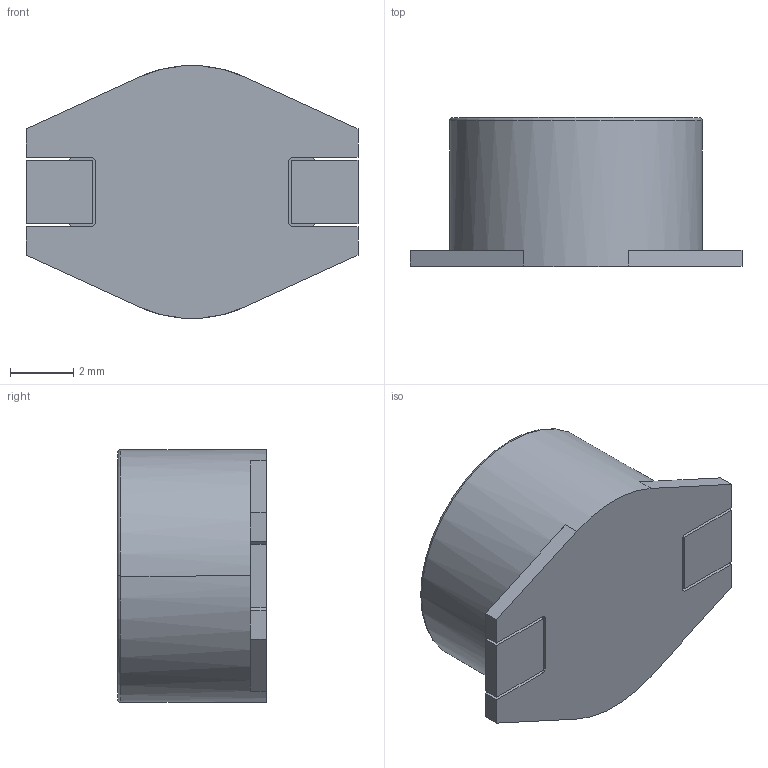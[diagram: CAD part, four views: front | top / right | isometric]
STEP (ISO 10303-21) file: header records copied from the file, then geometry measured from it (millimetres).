
FILE_DESCRIPTION((''),'2;1');
FILE_NAME('SRR0805','2012-07-16T',('ryans'),('Bourns, Inc.'),'PRO/ENGINEER BY PARAMETRIC TECHNOLOGY CORPORATION, 2010100','PRO/ENGINEER BY PARAMETRIC TECHNOLOGY CORPORATION, 2010100','');
FILE_SCHEMA(('CONFIG_CONTROL_DESIGN'));
Length unit declared in the file: millimetre
Products named in the file (1): SRR0805
Bounding box: 10.5 x 4.7 x 8 mm (x, y, z)
Volume: 238.2 mm3; surface area: 302.1 mm2
Topology: 1 solids, 1 shells, 56 faces, 146 edges, 94 vertices
Faces by surface type: plane 44, cylinder 8, torus 2, cone 2
Entity records: 1746 total; most frequent: CARTESIAN_POINT 316, ORIENTED_EDGE 292, DIRECTION 284, EDGE_CURVE 146, VECTOR 104, LINE 104, VERTEX_POINT 94, AXIS2_PLACEMENT_3D 90
